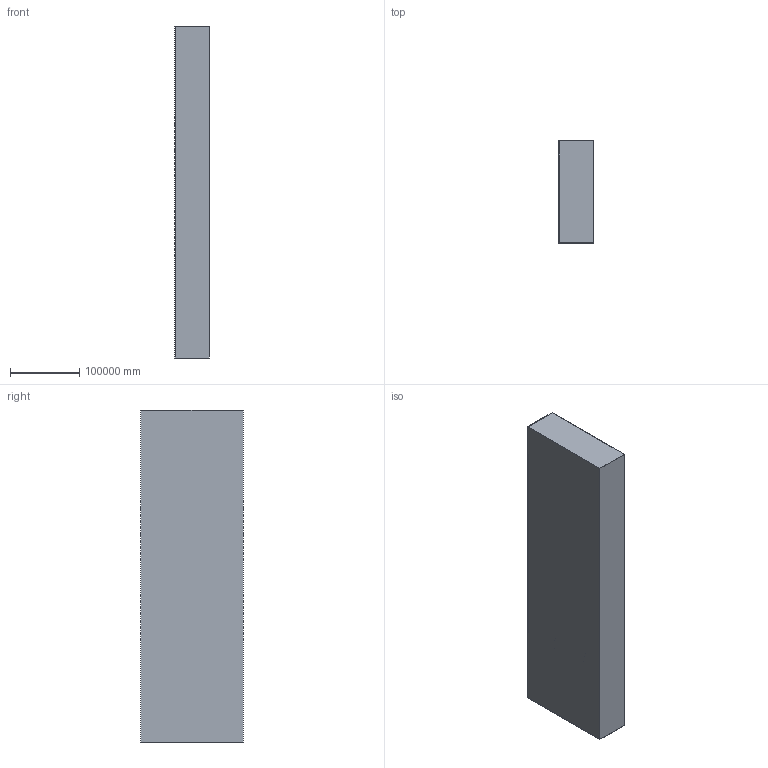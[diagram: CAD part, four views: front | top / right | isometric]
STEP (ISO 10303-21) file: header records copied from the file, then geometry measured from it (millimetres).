
FILE_DESCRIPTION((''),'2;1');
FILE_NAME('OCEAN_BOTTOM','2023-02-12T20:08:09',('vpetrov'),(''),'CREO PARAMETRIC BY PTC INC, 2022414','CREO PARAMETRIC BY PTC INC, 2022414','');
FILE_SCHEMA(('CONFIG_CONTROL_DESIGN'));
Length unit declared in the file: metre
Products named in the file (1): OCEAN_BOTTOM
Bounding box: 50000 x 148000 x 480500 mm (x, y, z)
Volume: 62979999999999.4 mm3; surface area: 359805298756.8 mm2
Topology: 1 solids, 2 shells, 15 faces, 56 edges, 44 vertices
Faces by surface type: plane 10, bspline 5
Entity records: 17136 total; most frequent: CARTESIAN_POINT 16683, ORIENTED_EDGE 100, EDGE_CURVE 56, DIRECTION 48, VERTEX_POINT 44, B_SPLINE_CURVE_WITH_KNOTS 30, VECTOR 26, LINE 26
